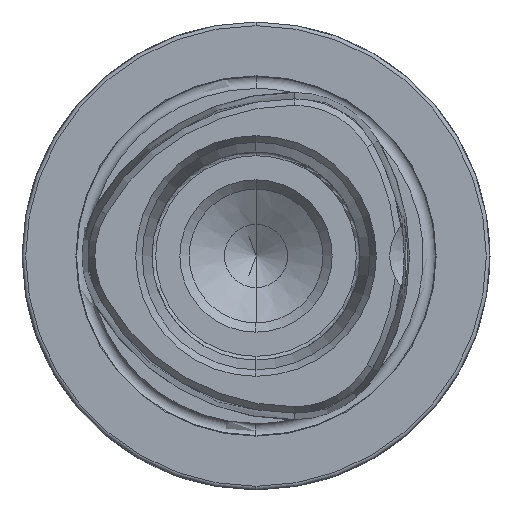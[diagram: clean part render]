
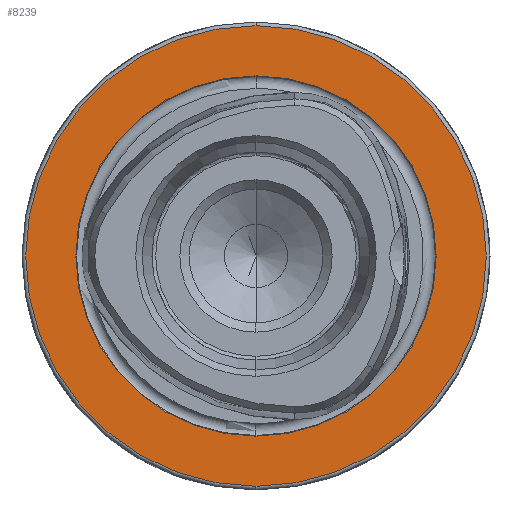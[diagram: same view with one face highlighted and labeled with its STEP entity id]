
A CAD part, left-side view. The second image highlights one B-rep face of the part: STEP entity #8239.
In plain terms, the highlighted planar face has unit normal (-1, 0, 0).
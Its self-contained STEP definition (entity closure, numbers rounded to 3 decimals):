
#147 = FACE_OUTER_BOUND ( 'NONE', #4746, .T. ) ;
#153 = FACE_BOUND ( 'NONE', #4755, .T. ) ;
#1190 = AXIS2_PLACEMENT_3D ( 'NONE', #9334, #9335, #9336 ) ;
#1193 = AXIS2_PLACEMENT_3D ( 'NONE', #9345, #9346, #9347 ) ;
#1254 = AXIS2_PLACEMENT_3D ( 'NONE', #3223, #3224, #3225 ) ;
#1255 = AXIS2_PLACEMENT_3D ( 'NONE', #3226, #3227, #3228 ) ;
#2174 = CIRCLE ( 'NONE', #1190, 24.25 ) ;
#2182 = CIRCLE ( 'NONE', #1193, 31. ) ;
#2849 = CIRCLE ( 'NONE', #1254, 31. ) ;
#2850 = CIRCLE ( 'NONE', #1255, 24.25 ) ;
#3223 = CARTESIAN_POINT ( 'NONE',  ( 0., 0., 0. ) ) ;
#3224 = DIRECTION ( 'NONE',  ( -1., 0., 0. ) ) ;
#3225 = DIRECTION ( 'NONE',  ( 0., 0., 1. ) ) ;
#3226 = CARTESIAN_POINT ( 'NONE',  ( 0., 0., 0. ) ) ;
#3227 = DIRECTION ( 'NONE',  ( -1., 0., 0. ) ) ;
#3228 = DIRECTION ( 'NONE',  ( 0., 0., 1. ) ) ;
#3361 = CARTESIAN_POINT ( 'NONE',  ( 0., 0., -24.25 ) ) ;
#3363 = CARTESIAN_POINT ( 'NONE',  ( 0., 0., 24.25 ) ) ;
#3365 = CARTESIAN_POINT ( 'NONE',  ( 0., 0., 31. ) ) ;
#3366 = CARTESIAN_POINT ( 'NONE',  ( 0., 0., -31. ) ) ;
#4236 = ORIENTED_EDGE ( 'NONE', *, *, #8080, .F. ) ;
#4237 = ORIENTED_EDGE ( 'NONE', *, *, #7853, .F. ) ;
#4238 = ORIENTED_EDGE ( 'NONE', *, *, #7857, .T. ) ;
#4239 = ORIENTED_EDGE ( 'NONE', *, *, #8079, .T. ) ;
#4746 = EDGE_LOOP ( 'NONE', ( #4238, #4239 ) ) ;
#4755 = EDGE_LOOP ( 'NONE', ( #4236, #4237 ) ) ;
#6172 = CARTESIAN_POINT ( 'NONE',  ( 0., 24.25, 0. ) ) ;
#6180 = PLANE ( 'NONE',  #6246 ) ;
#6182 = DIRECTION ( 'NONE',  ( 1., 0., 0. ) ) ;
#6183 = DIRECTION ( 'NONE',  ( 0., 0., -1. ) ) ;
#6246 = AXIS2_PLACEMENT_3D ( 'NONE', #6172, #6182, #6183 ) ;
#7376 = VERTEX_POINT ( 'NONE', #3361 ) ;
#7378 = VERTEX_POINT ( 'NONE', #3363 ) ;
#7380 = VERTEX_POINT ( 'NONE', #3365 ) ;
#7381 = VERTEX_POINT ( 'NONE', #3366 ) ;
#7853 = EDGE_CURVE ( 'NONE', #7376, #7378, #2174, .T. ) ;
#7857 = EDGE_CURVE ( 'NONE', #7380, #7381, #2182, .T. ) ;
#8079 = EDGE_CURVE ( 'NONE', #7381, #7380, #2849, .T. ) ;
#8080 = EDGE_CURVE ( 'NONE', #7378, #7376, #2850, .T. ) ;
#8239 = ADVANCED_FACE ( 'NONE', ( #153, #147 ), #6180, .F. ) ;
#9334 = CARTESIAN_POINT ( 'NONE',  ( 0., 0., 0. ) ) ;
#9335 = DIRECTION ( 'NONE',  ( -1., 0., 0. ) ) ;
#9336 = DIRECTION ( 'NONE',  ( 0., 0., 1. ) ) ;
#9345 = CARTESIAN_POINT ( 'NONE',  ( 0., 0., 0. ) ) ;
#9346 = DIRECTION ( 'NONE',  ( -1., 0., 0. ) ) ;
#9347 = DIRECTION ( 'NONE',  ( 0., 0., 1. ) ) ;
